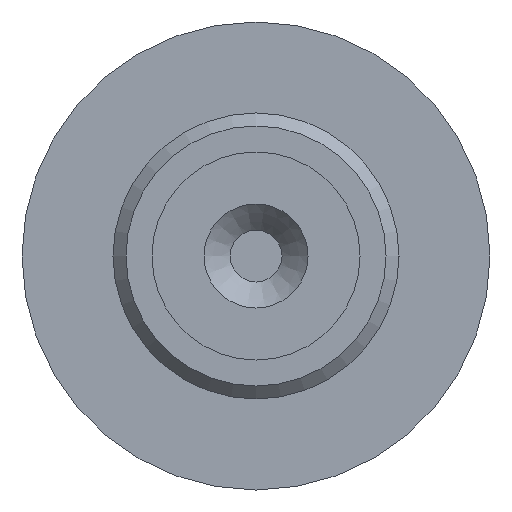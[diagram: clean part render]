
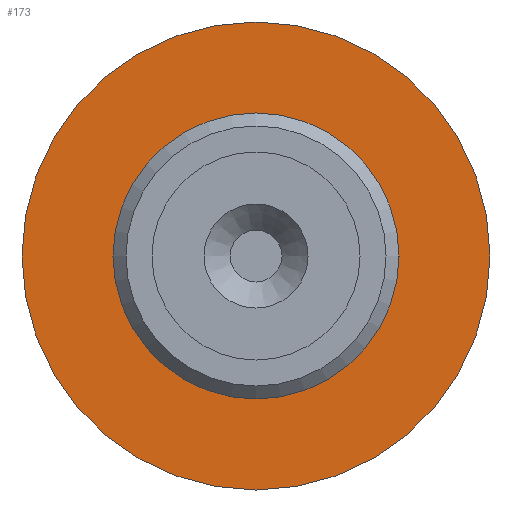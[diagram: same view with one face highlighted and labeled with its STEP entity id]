
A CAD part, left-side view. The second image highlights one B-rep face of the part: STEP entity #173.
In plain terms, the highlighted planar face has unit normal (-1, 0, 0).
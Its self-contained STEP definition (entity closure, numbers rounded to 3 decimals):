
#17=FACE_BOUND('',#53,.T.);
#22=PLANE('',#213);
#38=FACE_OUTER_BOUND('',#52,.T.);
#52=EDGE_LOOP('',(#157));
#53=EDGE_LOOP('',(#158));
#71=CIRCLE('',#193,9.);
#75=CIRCLE('',#200,5.5);
#85=VERTEX_POINT('',#285);
#89=VERTEX_POINT('',#298);
#101=EDGE_CURVE('',#85,#85,#71,.T.);
#106=EDGE_CURVE('',#89,#89,#75,.T.);
#157=ORIENTED_EDGE('',*,*,#101,.T.);
#158=ORIENTED_EDGE('',*,*,#106,.T.);
#173=ADVANCED_FACE('',(#38,#17),#22,.T.);
#193=AXIS2_PLACEMENT_3D('',#287,#228,#229);
#200=AXIS2_PLACEMENT_3D('',#299,#243,#244);
#213=AXIS2_PLACEMENT_3D('',#322,#273,#274);
#228=DIRECTION('center_axis',(-1.,0.,0.));
#229=DIRECTION('ref_axis',(0.,0.,-1.));
#243=DIRECTION('center_axis',(1.,0.,0.));
#244=DIRECTION('ref_axis',(0.,1.,0.));
#273=DIRECTION('center_axis',(-1.,0.,0.));
#274=DIRECTION('ref_axis',(0.,0.,1.));
#285=CARTESIAN_POINT('',(46.,-55.,54.));
#287=CARTESIAN_POINT('Origin',(46.,-55.,45.));
#298=CARTESIAN_POINT('',(46.,-60.5,45.));
#299=CARTESIAN_POINT('Origin',(46.,-55.,45.));
#322=CARTESIAN_POINT('Origin',(46.,-55.,45.));
